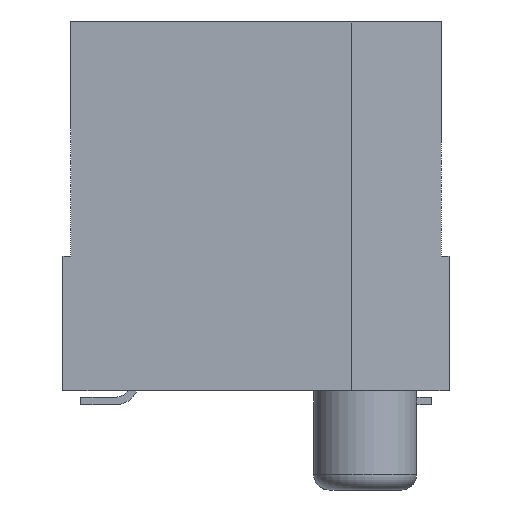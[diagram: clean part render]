
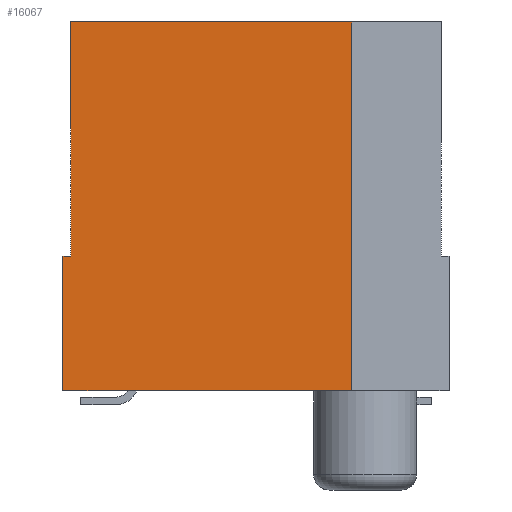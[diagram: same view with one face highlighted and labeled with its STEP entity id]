
A CAD part, left-side view. The second image highlights one B-rep face of the part: STEP entity #16067.
In plain terms, the highlighted planar face has unit normal (-1, 0, 0).
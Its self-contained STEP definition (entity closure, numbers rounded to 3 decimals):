
#109=FACE_OUTER_BOUND($,#925,.T.);
#925=EDGE_LOOP($,(#11202,#11203,#11204,#11205,#11206,#11207));
#1772=LINE($,#21908,#4132);
#2265=LINE($,#22892,#4625);
#2429=LINE($,#23225,#4789);
#2444=LINE($,#23251,#4804);
#2445=LINE($,#23254,#4805);
#2446=LINE($,#23255,#4806);
#4132=VECTOR($,#17799,3.6);
#4625=VECTOR($,#18294,3.7);
#4789=VECTOR($,#18466,1.73);
#4804=VECTOR($,#18487,4.73);
#4805=VECTOR($,#18490,3.);
#4806=VECTOR($,#18491,0.1);
#6478=VERTEX_POINT($,#21891);
#6486=VERTEX_POINT($,#21906);
#6975=VERTEX_POINT($,#22889);
#6976=VERTEX_POINT($,#22891);
#7141=VERTEX_POINT($,#23224);
#7150=VERTEX_POINT($,#23253);
#8095=EDGE_CURVE($,#6486,#6478,#1772,.T.);
#8588=EDGE_CURVE($,#6976,#6975,#2265,.T.);
#8755=EDGE_CURVE($,#7141,#6976,#2429,.T.);
#8770=EDGE_CURVE($,#6478,#6975,#2444,.T.);
#8771=EDGE_CURVE($,#6486,#7150,#2445,.T.);
#8772=EDGE_CURVE($,#7150,#7141,#2446,.T.);
#11202=ORIENTED_EDGE($,*,*,#8771,.T.);
#11203=ORIENTED_EDGE($,*,*,#8772,.T.);
#11204=ORIENTED_EDGE($,*,*,#8755,.T.);
#11205=ORIENTED_EDGE($,*,*,#8588,.T.);
#11206=ORIENTED_EDGE($,*,*,#8770,.F.);
#11207=ORIENTED_EDGE($,*,*,#8095,.F.);
#15278=PLANE($,#16890);
#16067=ADVANCED_FACE($,(#109),#15278,.F.);
#16890=AXIS2_PLACEMENT_3D($,#23252,#18488,#18489);
#17799=DIRECTION($,(0.,-1.,0.));
#18294=DIRECTION($,(0.,-1.,0.));
#18466=DIRECTION($,(0.,0.,-1.));
#18487=DIRECTION($,(0.,0.,-1.));
#18488=DIRECTION('center_axis',(1.,0.,0.));
#18489=DIRECTION('ref_axis',(0.,1.,0.));
#18490=DIRECTION($,(0.,0.,-1.));
#18491=DIRECTION($,(0.,1.,0.));
#21891=CARTESIAN_POINT('',(-13.4,-1.225,4.91));
#21906=CARTESIAN_POINT('',(-13.4,2.375,4.91));
#21908=CARTESIAN_POINT($,(-13.4,2.475,4.91));
#22889=CARTESIAN_POINT('',(-13.4,-1.225,0.18));
#22891=CARTESIAN_POINT('',(-13.4,2.475,0.18));
#22892=CARTESIAN_POINT($,(-13.4,2.475,0.18));
#23224=CARTESIAN_POINT('',(-13.4,2.475,1.91));
#23225=CARTESIAN_POINT($,(-13.4,2.475,4.91));
#23251=CARTESIAN_POINT($,(-13.4,-1.225,4.91));
#23252=CARTESIAN_POINT('Origin',(-13.4,2.475,4.91));
#23253=CARTESIAN_POINT('',(-13.4,2.375,1.91));
#23254=CARTESIAN_POINT($,(-13.4,2.375,6.64));
#23255=CARTESIAN_POINT($,(-13.4,2.375,1.91));
